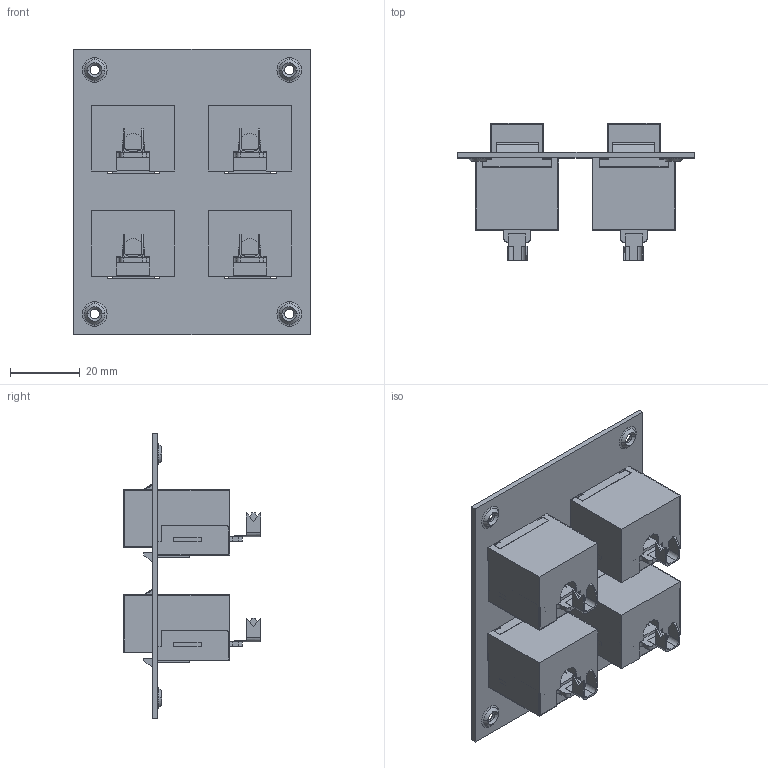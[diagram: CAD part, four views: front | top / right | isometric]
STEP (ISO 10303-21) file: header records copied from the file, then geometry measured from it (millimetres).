
FILE_DESCRIPTION (( 'STEP AP203' ), '1' );
FILE_NAME ('USP4MK-SC6B.STEP', '2011-08-09T14:47:11', ( 'x' ), ( 'Microsoft' ), 'SwSTEP 2.0', 'SolidWorks 2010', '' );
FILE_SCHEMA (( 'CONFIG_CONTROL_DESIGN' ));
Products named in the file (7): MJS110C6-S-MA3; MJS110C6-S-MA2; USP4MK-SC6B; 1AR03-002; MJS110C6-S; MJS110C6-S-MA1; MJS110C6-S-MA4
Assembly tree (9 placements, depth 3):
  USP4MK-SC6B
    1AR03-002
    MJS110C6-S  x4
      MJS110C6-S-MA1
      MJS110C6-S-MA4
      MJS110C6-S-MA2
      MJS110C6-S-MA3
Bounding box: 68.07 x 39.38 x 82.04 mm (x, y, z)
Volume: 32601.2 mm3; surface area: 57574.5 mm2
Topology: 17 solids, 17 shells, 3282 faces, 8964 edges, 5920 vertices
Faces by surface type: plane 2406, bspline 744, cylinder 92, cone 24, torus 16
Entity records: 44441 total; most frequent: CARTESIAN_POINT 22532, ORIENTED_EDGE 4776, DIRECTION 3564, EDGE_CURVE 2388, LINE 1868, VECTOR 1868, VERTEX_POINT 1576, EDGE_LOOP 964
